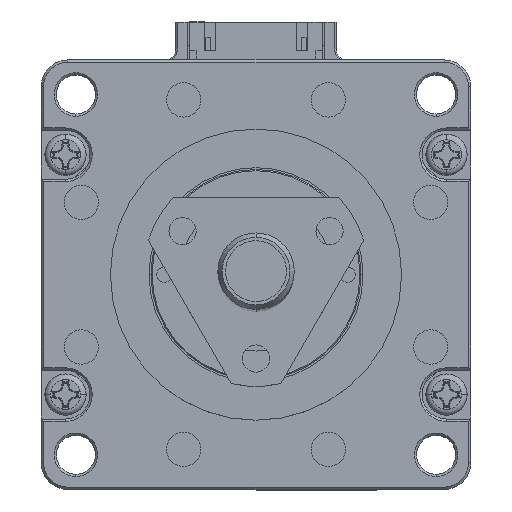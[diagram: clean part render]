
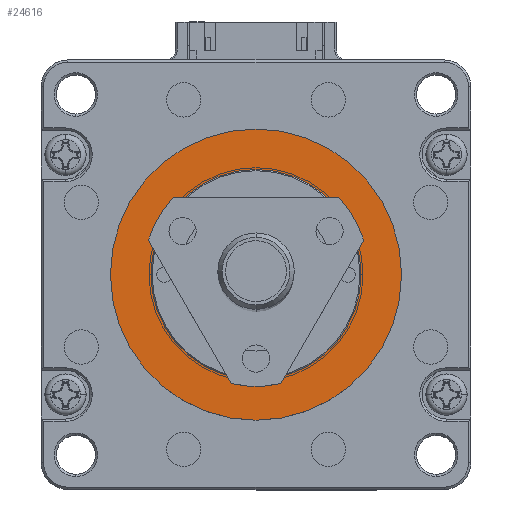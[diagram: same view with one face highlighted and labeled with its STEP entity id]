
A CAD part, top view. The second image highlights one B-rep face of the part: STEP entity #24616.
In plain terms, the highlighted planar face has unit normal (0, 0, 1).
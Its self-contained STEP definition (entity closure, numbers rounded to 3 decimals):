
#35 = VERTEX_POINT ( 'NONE', #13347 ) ;
#517 = CARTESIAN_POINT ( 'NONE',  ( 0., 0., 1.6 ) ) ;
#650 = CARTESIAN_POINT ( 'NONE',  ( 0., 19.05, 1.6 ) ) ;
#694 = DIRECTION ( 'NONE',  ( 0., 0., -1. ) ) ;
#2625 = EDGE_LOOP ( 'NONE', ( #9128, #4495 ) ) ;
#3144 = FACE_BOUND ( 'NONE', #2625, .T. ) ;
#4495 = ORIENTED_EDGE ( 'NONE', *, *, #8584, .T. ) ;
#5322 = EDGE_CURVE ( 'NONE', #19126, #6691, #6693, .T. ) ;
#6691 = VERTEX_POINT ( 'NONE', #26099 ) ;
#6693 = CIRCLE ( 'NONE', #17332, 13.75 ) ;
#6977 = EDGE_CURVE ( 'NONE', #35, #24987, #11956, .T. ) ;
#8584 = EDGE_CURVE ( 'NONE', #6691, #19126, #23399, .T. ) ;
#9128 = ORIENTED_EDGE ( 'NONE', *, *, #5322, .T. ) ;
#9392 = DIRECTION ( 'NONE',  ( 1., 0., 0. ) ) ;
#9789 = CARTESIAN_POINT ( 'NONE',  ( 0., 13.75, 1.6 ) ) ;
#10705 = DIRECTION ( 'NONE',  ( 0., 0., -1. ) ) ;
#11200 = CARTESIAN_POINT ( 'NONE',  ( 0., 0., 1.6 ) ) ;
#11956 = CIRCLE ( 'NONE', #12130, 19.05 ) ;
#12130 = AXIS2_PLACEMENT_3D ( 'NONE', #12919, #19167, #25241 ) ;
#12726 = DIRECTION ( 'NONE',  ( 0., 1., 0. ) ) ;
#12919 = CARTESIAN_POINT ( 'NONE',  ( 0., 0., 1.6 ) ) ;
#13066 = DIRECTION ( 'NONE',  ( 0., 0., 1. ) ) ;
#13252 = AXIS2_PLACEMENT_3D ( 'NONE', #11200, #17509, #21385 ) ;
#13334 = PLANE ( 'NONE',  #14090 ) ;
#13347 = CARTESIAN_POINT ( 'NONE',  ( 0., -19.05, 1.6 ) ) ;
#13693 = AXIS2_PLACEMENT_3D ( 'NONE', #16674, #10705, #12726 ) ;
#14090 = AXIS2_PLACEMENT_3D ( 'NONE', #17459, #13066, #9392 ) ;
#14139 = EDGE_LOOP ( 'NONE', ( #21140, #17444 ) ) ;
#16674 = CARTESIAN_POINT ( 'NONE',  ( 0., 0., 1.6 ) ) ;
#17332 = AXIS2_PLACEMENT_3D ( 'NONE', #517, #694, #20851 ) ;
#17444 = ORIENTED_EDGE ( 'NONE', *, *, #25204, .F. ) ;
#17459 = CARTESIAN_POINT ( 'NONE',  ( -24.6, -24.6, 1.6 ) ) ;
#17509 = DIRECTION ( 'NONE',  ( 0., 0., -1. ) ) ;
#19126 = VERTEX_POINT ( 'NONE', #9789 ) ;
#19167 = DIRECTION ( 'NONE',  ( 0., 0., -1. ) ) ;
#19829 = FACE_OUTER_BOUND ( 'NONE', #14139, .T. ) ;
#20851 = DIRECTION ( 'NONE',  ( 0., 1., 0. ) ) ;
#21140 = ORIENTED_EDGE ( 'NONE', *, *, #6977, .F. ) ;
#21385 = DIRECTION ( 'NONE',  ( 0., -1., 0. ) ) ;
#22800 = CIRCLE ( 'NONE', #13252, 19.05 ) ;
#23399 = CIRCLE ( 'NONE', #13693, 13.75 ) ;
#24616 = ADVANCED_FACE ( 'NONE', ( #19829, #3144 ), #13334, .T. ) ;
#24987 = VERTEX_POINT ( 'NONE', #650 ) ;
#25204 = EDGE_CURVE ( 'NONE', #24987, #35, #22800, .T. ) ;
#25241 = DIRECTION ( 'NONE',  ( 0., -1., 0. ) ) ;
#26099 = CARTESIAN_POINT ( 'NONE',  ( 0., -13.75, 1.6 ) ) ;
